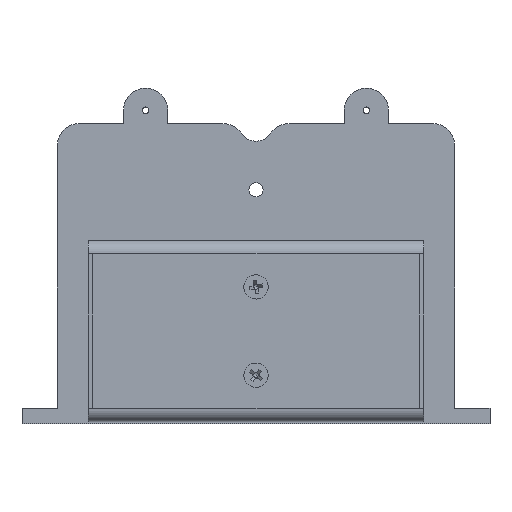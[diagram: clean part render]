
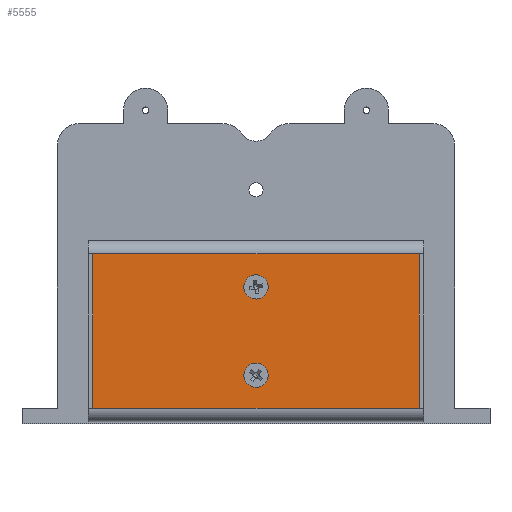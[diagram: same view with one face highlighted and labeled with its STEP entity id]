
A CAD part, front view. The second image highlights one B-rep face of the part: STEP entity #5555.
In plain terms, the highlighted face is planar.
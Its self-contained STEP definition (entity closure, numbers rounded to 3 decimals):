
#92 = CARTESIAN_POINT ( 'NONE',  ( 0., 1., -10. ) ) ;
#509 = CIRCLE ( 'NONE', #8077, 1.5 ) ;
#579 = DIRECTION ( 'NONE',  ( 0., 0., 1. ) ) ;
#858 = VERTEX_POINT ( 'NONE', #12521 ) ;
#1186 = DIRECTION ( 'NONE',  ( 0., 0., 1. ) ) ;
#1272 = CARTESIAN_POINT ( 'NONE',  ( 37., 1., 19.5 ) ) ;
#1387 = LINE ( 'NONE', #5301, #1541 ) ;
#1541 = VECTOR ( 'NONE', #2069, 1000. ) ;
#1611 = DIRECTION ( 'NONE',  ( 0., 1., 0. ) ) ;
#2069 = DIRECTION ( 'NONE',  ( 1., 0., 0. ) ) ;
#2188 = AXIS2_PLACEMENT_3D ( 'NONE', #6366, #13943, #7465 ) ;
#2255 = CARTESIAN_POINT ( 'NONE',  ( -37., 1., -19.5 ) ) ;
#2360 = CARTESIAN_POINT ( 'NONE',  ( 37., 1., -19.5 ) ) ;
#2417 = AXIS2_PLACEMENT_3D ( 'NONE', #8113, #1611, #9156 ) ;
#2843 = EDGE_CURVE ( 'NONE', #11734, #12397, #1387, .T. ) ;
#2855 = VERTEX_POINT ( 'NONE', #12899 ) ;
#2920 = EDGE_CURVE ( 'NONE', #2855, #4386, #509, .T. ) ;
#3410 = EDGE_CURVE ( 'NONE', #4386, #2855, #10672, .T. ) ;
#3896 = CARTESIAN_POINT ( 'NONE',  ( -37., 1., 19.5 ) ) ;
#4386 = VERTEX_POINT ( 'NONE', #8236 ) ;
#4630 = CARTESIAN_POINT ( 'NONE',  ( 0., 1., 8.5 ) ) ;
#5086 = VERTEX_POINT ( 'NONE', #4630 ) ;
#5301 = CARTESIAN_POINT ( 'NONE',  ( 0., 1., 19.5 ) ) ;
#5332 = CARTESIAN_POINT ( 'NONE',  ( 0., 1., 10. ) ) ;
#5555 = ADVANCED_FACE ( 'NONE', ( #9611, #10106, #9755 ), #6322, .F. ) ;
#6116 = DIRECTION ( 'NONE',  ( 0., 1., 0. ) ) ;
#6189 = DIRECTION ( 'NONE',  ( 0., 0., -1. ) ) ;
#6322 = PLANE ( 'NONE',  #2188 ) ;
#6338 = ORIENTED_EDGE ( 'NONE', *, *, #11567, .T. ) ;
#6366 = CARTESIAN_POINT ( 'NONE',  ( 0., 1., 0. ) ) ;
#6424 = DIRECTION ( 'NONE',  ( 0., 0., 1. ) ) ;
#6903 = VECTOR ( 'NONE', #579, 1000. ) ;
#6915 = LINE ( 'NONE', #10310, #6903 ) ;
#6954 = EDGE_CURVE ( 'NONE', #11161, #12249, #13847, .T. ) ;
#6969 = CARTESIAN_POINT ( 'NONE',  ( 0., 1., -19.5 ) ) ;
#7072 = ORIENTED_EDGE ( 'NONE', *, *, #2920, .F. ) ;
#7085 = EDGE_LOOP ( 'NONE', ( #8907, #12174, #6338, #7403 ) ) ;
#7179 = EDGE_LOOP ( 'NONE', ( #13499, #7356 ) ) ;
#7214 = AXIS2_PLACEMENT_3D ( 'NONE', #5332, #12930, #6424 ) ;
#7220 = EDGE_LOOP ( 'NONE', ( #7072, #12138 ) ) ;
#7356 = ORIENTED_EDGE ( 'NONE', *, *, #13331, .F. ) ;
#7403 = ORIENTED_EDGE ( 'NONE', *, *, #2843, .T. ) ;
#7465 = DIRECTION ( 'NONE',  ( 0., 0., -1. ) ) ;
#7679 = DIRECTION ( 'NONE',  ( 0., 1., 0. ) ) ;
#8077 = AXIS2_PLACEMENT_3D ( 'NONE', #92, #7679, #1186 ) ;
#8113 = CARTESIAN_POINT ( 'NONE',  ( 0., 1., -10. ) ) ;
#8236 = CARTESIAN_POINT ( 'NONE',  ( 0., 1., -11.5 ) ) ;
#8907 = ORIENTED_EDGE ( 'NONE', *, *, #13156, .T. ) ;
#9116 = AXIS2_PLACEMENT_3D ( 'NONE', #12626, #6116, #13723 ) ;
#9156 = DIRECTION ( 'NONE',  ( 0., 0., 1. ) ) ;
#9611 = FACE_BOUND ( 'NONE', #7220, .T. ) ;
#9755 = FACE_OUTER_BOUND ( 'NONE', #7085, .T. ) ;
#9921 = EDGE_CURVE ( 'NONE', #858, #5086, #13692, .T. ) ;
#10009 = CIRCLE ( 'NONE', #7214, 1.5 ) ;
#10106 = FACE_BOUND ( 'NONE', #7179, .T. ) ;
#10203 = DIRECTION ( 'NONE',  ( -1., 0., 0. ) ) ;
#10310 = CARTESIAN_POINT ( 'NONE',  ( -37., 1., 0. ) ) ;
#10476 = CARTESIAN_POINT ( 'NONE',  ( 37., 1., 0. ) ) ;
#10672 = CIRCLE ( 'NONE', #2417, 1.5 ) ;
#11161 = VERTEX_POINT ( 'NONE', #2360 ) ;
#11567 = EDGE_CURVE ( 'NONE', #12249, #11734, #6915, .T. ) ;
#11734 = VERTEX_POINT ( 'NONE', #3896 ) ;
#12089 = VECTOR ( 'NONE', #6189, 1000. ) ;
#12138 = ORIENTED_EDGE ( 'NONE', *, *, #3410, .F. ) ;
#12174 = ORIENTED_EDGE ( 'NONE', *, *, #6954, .T. ) ;
#12249 = VERTEX_POINT ( 'NONE', #2255 ) ;
#12251 = LINE ( 'NONE', #10476, #12089 ) ;
#12397 = VERTEX_POINT ( 'NONE', #1272 ) ;
#12521 = CARTESIAN_POINT ( 'NONE',  ( 0., 1., 11.5 ) ) ;
#12626 = CARTESIAN_POINT ( 'NONE',  ( 0., 1., 10. ) ) ;
#12899 = CARTESIAN_POINT ( 'NONE',  ( 0., 1., -8.5 ) ) ;
#12930 = DIRECTION ( 'NONE',  ( 0., 1., 0. ) ) ;
#13156 = EDGE_CURVE ( 'NONE', #12397, #11161, #12251, .T. ) ;
#13331 = EDGE_CURVE ( 'NONE', #5086, #858, #10009, .T. ) ;
#13499 = ORIENTED_EDGE ( 'NONE', *, *, #9921, .F. ) ;
#13541 = VECTOR ( 'NONE', #10203, 1000. ) ;
#13692 = CIRCLE ( 'NONE', #9116, 1.5 ) ;
#13723 = DIRECTION ( 'NONE',  ( 0., 0., 1. ) ) ;
#13847 = LINE ( 'NONE', #6969, #13541 ) ;
#13943 = DIRECTION ( 'NONE',  ( 0., -1., 0. ) ) ;
